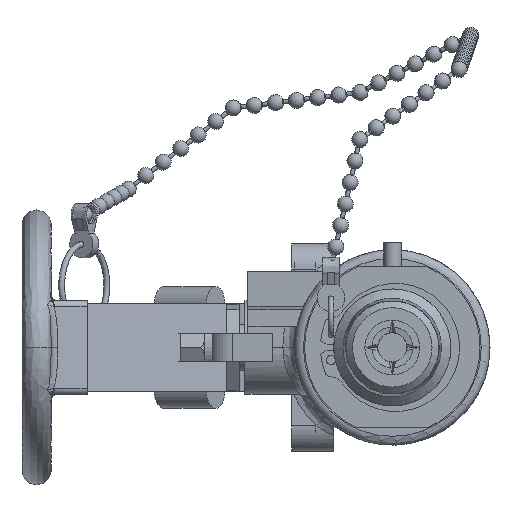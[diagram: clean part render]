
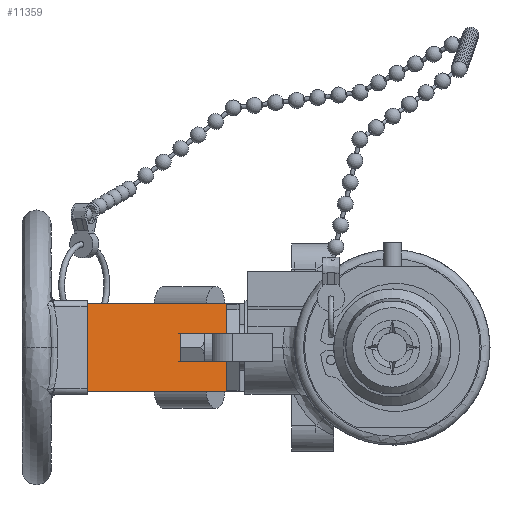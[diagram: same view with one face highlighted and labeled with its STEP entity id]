
A CAD part, left-side view. The second image highlights one B-rep face of the part: STEP entity #11359.
In plain terms, the highlighted planar face has unit normal (-0.838, -0.545, 0).
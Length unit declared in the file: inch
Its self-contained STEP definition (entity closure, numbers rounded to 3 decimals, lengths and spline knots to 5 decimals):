
#97=CARTESIAN_POINT('',(0.6465,1.42,-0.375));
#98=VERTEX_POINT('',#97);
#105=CARTESIAN_POINT('',(-0.1255,2.60769,-0.375));
#106=VERTEX_POINT('',#105);
#107=CARTESIAN_POINT('',(-0.1255,2.60769,-0.375));
#108=DIRECTION('',(0.545,-0.838,0.));
#109=VECTOR('',#108,1.41654);
#110=LINE('',#107,#109);
#111=EDGE_CURVE('',#106,#98,#110,.T.);
#327=CARTESIAN_POINT('',(-0.1255,2.60769,0.375));
#328=VERTEX_POINT('',#327);
#335=CARTESIAN_POINT('',(0.6465,1.42,0.375));
#336=VERTEX_POINT('',#335);
#337=CARTESIAN_POINT('',(0.6465,1.42,0.375));
#338=DIRECTION('',(-0.545,0.838,0.));
#339=VECTOR('',#338,1.41654);
#340=LINE('',#337,#339);
#341=EDGE_CURVE('',#336,#328,#340,.T.);
#8619=CARTESIAN_POINT('',(-0.1255,2.60769,0.375));
#8620=DIRECTION('',(0.0,0.0,-1.0));
#8621=VECTOR('',#8620,0.75);
#8622=LINE('',#8619,#8621);
#8623=EDGE_CURVE('',#328,#106,#8622,.T.);
#11295=CARTESIAN_POINT('',(-0.4065,3.04,0.375));
#11296=DIRECTION('',(-0.838,-0.545,0.));
#11297=DIRECTION('',(-0.545,0.838,0.));
#11298=AXIS2_PLACEMENT_3D('',#11295,#11296,#11297);
#11299=PLANE('',#11298);
#11300=ORIENTED_EDGE('',*,*,#8623,.T.);
#11301=ORIENTED_EDGE('',*,*,#111,.T.);
#11302=CARTESIAN_POINT('',(0.6465,1.42,-0.12));
#11303=VERTEX_POINT('',#11302);
#11304=CARTESIAN_POINT('',(0.6465,1.42,-0.12));
#11305=DIRECTION('',(0.0,0.0,-1.0));
#11306=VECTOR('',#11305,0.255);
#11307=LINE('',#11304,#11306);
#11308=EDGE_CURVE('',#11303,#98,#11307,.T.);
#11309=ORIENTED_EDGE('',*,*,#11308,.F.);
#11310=CARTESIAN_POINT('',(0.62845,1.44776,-0.12));
#11311=VERTEX_POINT('',#11310);
#11312=CARTESIAN_POINT('',(0.6465,1.42,-0.12));
#11313=DIRECTION('',(-0.545,0.838,0.));
#11314=VECTOR('',#11313,0.03311);
#11315=LINE('',#11312,#11314);
#11316=EDGE_CURVE('',#11303,#11311,#11315,.T.);
#11317=ORIENTED_EDGE('',*,*,#11316,.T.);
#11318=CARTESIAN_POINT('',(0.39301,1.80998,-0.12));
#11319=VERTEX_POINT('',#11318);
#11320=CARTESIAN_POINT('',(0.62845,1.44776,-0.12));
#11321=DIRECTION('',(-0.545,0.838,0.));
#11322=VECTOR('',#11321,0.43201);
#11323=LINE('',#11320,#11322);
#11324=EDGE_CURVE('',#11311,#11319,#11323,.T.);
#11325=ORIENTED_EDGE('',*,*,#11324,.T.);
#11326=CARTESIAN_POINT('',(0.39301,1.80998,0.12));
#11327=VERTEX_POINT('',#11326);
#11328=CARTESIAN_POINT('',(0.39301,1.80998,-0.12));
#11329=DIRECTION('',(0.0,0.0,1.0));
#11330=VECTOR('',#11329,0.24);
#11331=LINE('',#11328,#11330);
#11332=EDGE_CURVE('',#11319,#11327,#11331,.T.);
#11333=ORIENTED_EDGE('',*,*,#11332,.T.);
#11334=CARTESIAN_POINT('',(0.62845,1.44776,0.12));
#11335=VERTEX_POINT('',#11334);
#11336=CARTESIAN_POINT('',(0.39301,1.80998,0.12));
#11337=DIRECTION('',(0.545,-0.838,0.));
#11338=VECTOR('',#11337,0.43201);
#11339=LINE('',#11336,#11338);
#11340=EDGE_CURVE('',#11327,#11335,#11339,.T.);
#11341=ORIENTED_EDGE('',*,*,#11340,.T.);
#11342=CARTESIAN_POINT('',(0.6465,1.42,0.12));
#11343=VERTEX_POINT('',#11342);
#11344=CARTESIAN_POINT('',(0.62845,1.44776,0.12));
#11345=DIRECTION('',(0.545,-0.838,0.));
#11346=VECTOR('',#11345,0.03311);
#11347=LINE('',#11344,#11346);
#11348=EDGE_CURVE('',#11335,#11343,#11347,.T.);
#11349=ORIENTED_EDGE('',*,*,#11348,.T.);
#11350=CARTESIAN_POINT('',(0.6465,1.42,0.375));
#11351=DIRECTION('',(0.0,0.0,-1.0));
#11352=VECTOR('',#11351,0.255);
#11353=LINE('',#11350,#11352);
#11354=EDGE_CURVE('',#336,#11343,#11353,.T.);
#11355=ORIENTED_EDGE('',*,*,#11354,.F.);
#11356=ORIENTED_EDGE('',*,*,#341,.T.);
#11357=EDGE_LOOP('',(#11300,#11301,#11309,#11317,#11325,#11333,#11341,#11349,#11355,#11356));
#11358=FACE_OUTER_BOUND('',#11357,.T.);
#11359=ADVANCED_FACE('',(#11358),#11299,.T.);
